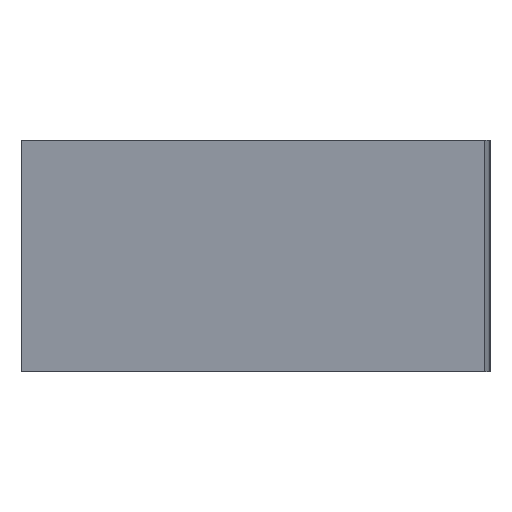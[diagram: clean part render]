
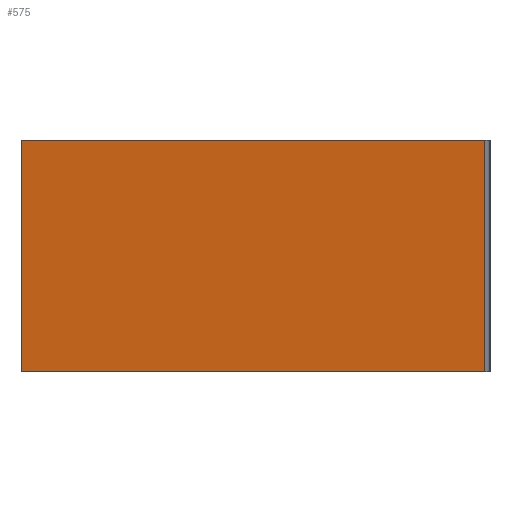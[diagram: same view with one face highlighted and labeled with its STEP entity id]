
A CAD part, left-side view. The second image highlights one B-rep face of the part: STEP entity #575.
In plain terms, the highlighted planar face has unit normal (-0.98, 0.2, 0).
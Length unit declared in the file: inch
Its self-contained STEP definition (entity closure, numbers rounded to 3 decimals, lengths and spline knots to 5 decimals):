
#237 = EDGE_LOOP ( 'NONE', ( #1402, #1351, #884, #2203 ) ) ;
#238 = CARTESIAN_POINT ( 'NONE',  ( 0.00002, 0.00008, 0.00004 ) ) ;
#346 = CARTESIAN_POINT ( 'NONE',  ( 0., 0., 0.00004 ) ) ;
#358 = CARTESIAN_POINT ( 'NONE',  ( 0.00002, 0.00008, 0.00004 ) ) ;
#575 = ADVANCED_FACE ( 'NONE', ( #2645 ), #5460, .T. ) ;
#884 = ORIENTED_EDGE ( 'NONE', *, *, #4468, .T. ) ;
#1128 = DIRECTION ( 'NONE',  ( 0., 0., -1. ) ) ;
#1168 = LINE ( 'NONE', #2706, #5979 ) ;
#1169 = EDGE_CURVE ( 'NONE', #6586, #3647, #6154, .T. ) ;
#1351 = ORIENTED_EDGE ( 'NONE', *, *, #3538, .F. ) ;
#1384 = DIRECTION ( 'NONE',  ( 0.2, 0.98, 0. ) ) ;
#1402 = ORIENTED_EDGE ( 'NONE', *, *, #1169, .F. ) ;
#1645 = CARTESIAN_POINT ( 'NONE',  ( 0., 0., 0.00004 ) ) ;
#1752 = EDGE_CURVE ( 'NONE', #5235, #3647, #5739, .T. ) ;
#1861 = DIRECTION ( 'NONE',  ( 0.2, 0.98, 0. ) ) ;
#1873 = DIRECTION ( 'NONE',  ( -0.2, -0.98, 0. ) ) ;
#2203 = ORIENTED_EDGE ( 'NONE', *, *, #1752, .T. ) ;
#2645 = FACE_OUTER_BOUND ( 'NONE', #237, .T. ) ;
#2646 = CARTESIAN_POINT ( 'NONE',  ( 0., 0., 0.00004 ) ) ;
#2673 = LINE ( 'NONE', #1645, #4498 ) ;
#2706 = CARTESIAN_POINT ( 'NONE',  ( 0., 0., 0.00004 ) ) ;
#2709 = VECTOR ( 'NONE', #5276, 39.37008 ) ;
#2792 = VECTOR ( 'NONE', #1861, 39.37008 ) ;
#3538 = EDGE_CURVE ( 'NONE', #5986, #6586, #1168, .T. ) ;
#3647 = VERTEX_POINT ( 'NONE', #3812 ) ;
#3812 = CARTESIAN_POINT ( 'NONE',  ( 0.00002, 0.00008, 0. ) ) ;
#3856 = CARTESIAN_POINT ( 'NONE',  ( 0., 0., 0. ) ) ;
#3911 = DIRECTION ( 'NONE',  ( -0.98, 0.2, 0. ) ) ;
#4468 = EDGE_CURVE ( 'NONE', #5986, #5235, #2673, .T. ) ;
#4498 = VECTOR ( 'NONE', #1384, 39.37008 ) ;
#4688 = CARTESIAN_POINT ( 'NONE',  ( 0., 0., 0. ) ) ;
#4802 = AXIS2_PLACEMENT_3D ( 'NONE', #346, #3911, #1873 ) ;
#5235 = VERTEX_POINT ( 'NONE', #358 ) ;
#5276 = DIRECTION ( 'NONE',  ( 0., 0., -1. ) ) ;
#5460 = PLANE ( 'NONE',  #4802 ) ;
#5739 = LINE ( 'NONE', #238, #2709 ) ;
#5979 = VECTOR ( 'NONE', #1128, 39.37008 ) ;
#5986 = VERTEX_POINT ( 'NONE', #2646 ) ;
#6154 = LINE ( 'NONE', #3856, #2792 ) ;
#6586 = VERTEX_POINT ( 'NONE', #4688 ) ;
